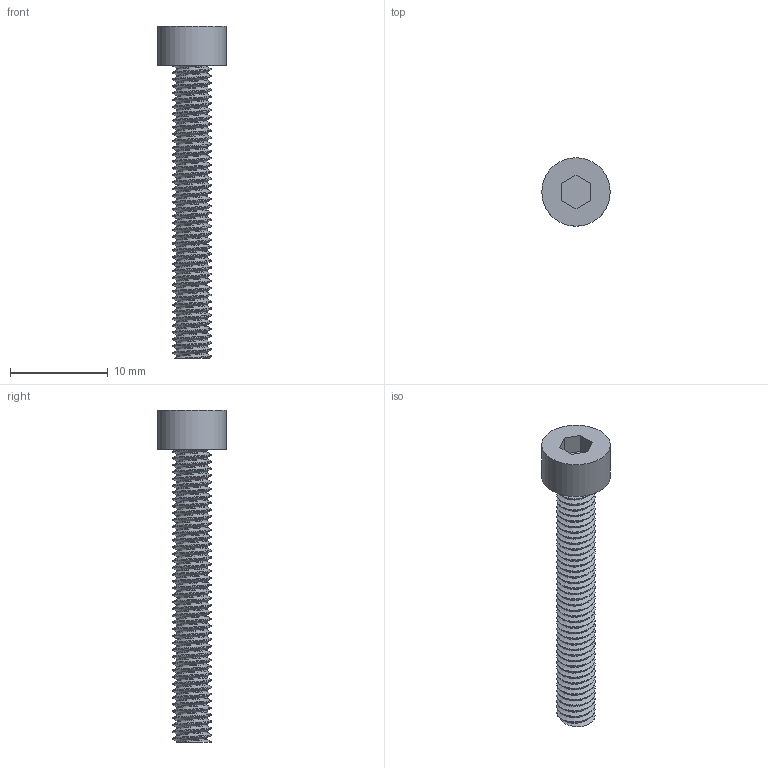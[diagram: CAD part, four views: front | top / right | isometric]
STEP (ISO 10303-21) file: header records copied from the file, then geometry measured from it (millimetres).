
FILE_DESCRIPTION(/* description */ (''),/* implementation_level */ '2;1');
FILE_NAME(/* name */ '608073-SSCF-M4-30-A2.stp',/* time_stamp */ '2023-04-20T16:41:19+01:00',/* author */ (''),/* organization */ (''),/* preprocessor_version */ 'ST-DEVELOPER v19.2',/* originating_system */ 'Autodesk Translation Framework v12.4.0.73',/* authorisation */ '');
FILE_SCHEMA (('AUTOMOTIVE_DESIGN { 1 0 10303 214 3 1 1 }'));
Length unit declared in the file: millimetre
Products named in the file (1): SSC SCRIPT
Bounding box: 7 x 7 x 34 mm (x, y, z)
Volume: 427.2 mm3; surface area: 732.6 mm2
Topology: 1 solids, 1 shells, 101 faces, 291 edges, 194 vertices
Faces by surface type: cylinder 89, plane 10, bspline 2
Full cylindrical faces by diameter (mm): 3.111 x17, 3.908 x29, 7 x1
Entity records: 8135 total; most frequent: CARTESIAN_POINT 5804, ORIENTED_EDGE 582, DIRECTION 317, EDGE_CURVE 291, VERTEX_POINT 194, B_SPLINE_CURVE_WITH_KNOTS 180, AXIS2_PLACEMENT_3D 106, LINE 105
